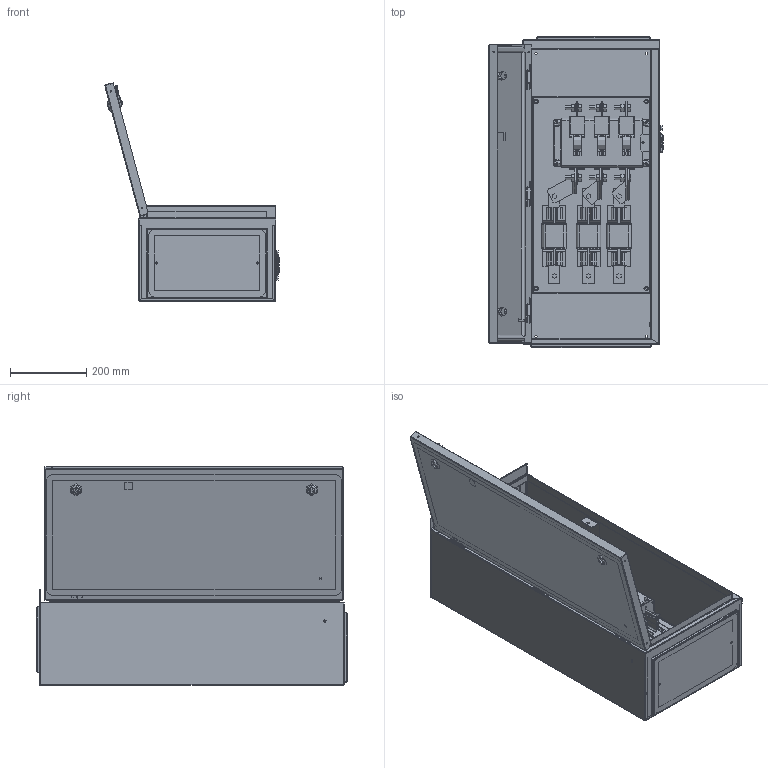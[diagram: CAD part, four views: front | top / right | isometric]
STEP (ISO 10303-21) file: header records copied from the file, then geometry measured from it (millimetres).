
FILE_DESCRIPTION (( 'STEP AP203' ), '1' );
FILE_NAME ('ÀÃÈÅ 314.00.000 Êîðïóñ ßÐÏ â ñáîðå 630À-1 íàïðàâëåíèå.STEP', '2022-02-09T13:21:59', ( '' ), ( '' ), 'SwSTEP 2.0', 'SolidWorks 2017', '' );
FILE_SCHEMA (( 'CONFIG_CONTROL_DESIGN' ));
Length unit declared in the file: millimetre
Products named in the file (162): ﾀﾃﾈﾅ 226.01.001 ﾄ濵; 705.023 Îñü; ���������� ��32�-39_��32-39; ÀÃÈÅ 226.03.000 ÑÁ Áîêîâèíà â ñáîðå_-06; ÀÃÈÅ 226.00.001 Ïàíåëü ìîíòàæíàÿ; ÀÃÈÅ 314.01.000 Ïàíåëü ìîíòàæíàÿ â ñáîðå; ��-35, 37, 39 (1, 2, 3)_��-39 630� (������ 3); 烂扰 226.05.001 需沐朦; 令腧 梦岩 7798 (镱腠); ﾘ琺矜 ﾃﾎﾑﾒ 6402-70_丐ｩ｡ 10; Çàêë¸ïêà ðåçüáîâàÿ FAR; SRK41-111-630 Âûêëþ÷àòåëü-ðàçúåäèíèòåëü ÂÐ32È-39Â31250 630À IEK; ﾀﾃﾈﾅ 226.05.003 ﾒ矜; ÀÃÈÅ 314.01.003 Øèíà Ñ_˜¨­  ‘-630€; Ãàéêà ÃÎÑÒ 5915; ﾀﾃﾈﾅ 226.02.001 ﾄ粢; ﾘ琺矜 ﾃﾎﾑﾒ 6402-70; Ãàéêà ôëàíöåâàÿ ÃÎÑÒ 50592-93_Œ6; ÀÃÈÅ 314.01.003 Øèíà Ñ; 烂扰 226.02.001 拟屦黖-03; hex flange nut_din; IEK 705.022; Øïèëüêà Ì6õ20 (2010); ������_���.1_���-630 �� ���� ���ࠢ����� ���. �; ﾘ琺矜 ﾃﾎﾑﾒ 11371; IEK 705.024 (扻錝僝鍧); 烂扰 226.03.001 令觐忤磬_-06; 烂扰 226.01.001 捻頮-03; DPP50-100 Ïëàâêàÿ âñòàâêà ïðåäîõðàíèòåëÿ ÏÏÍÈ-39, ãàáàðèò 3, 100À; 凎賥縺 玿 膼槂-05; IEK 705.021; 烂扰 226.01.000 蚜 吾铍铟赅_-06; ÀÃÈÅ 226.06.001 Êðûøêà ëþ÷êà; 鰍-35, 37, 39 (1, 2, 3); ÀÃÈÅ 314.01.001 Øèíà À_˜¨­  €-630€; Ãàéêà ôëàíöåâàÿ ÃÎÑÒ 50592-93; Çàêë¸ïêà âûòÿæíàÿ; Çàêë¸ïêà ðåçüáîâàÿ FAR_M6 (¢ëâï­ãâ ï ­  1,4 ¬¬); ÀÃÈÅ 226.02.000 ÑÁ Äâåðü â ñáîðå_-06; Çàêë¸ïêà âûòÿæíàÿ_4.8x8 (3,0 ... 4,0) (¯®¤ ¯¥â«î) ...
Assembly tree (122 placements, depth 5):
  ﾀﾃﾈﾅ 226.01.001 ﾄ濵
  705.023 Îñü
  ÀÃÈÅ 226.00.001 Ïàíåëü ìîíòàæíàÿ
  烂扰 226.05.001 需沐朦
  令腧 梦岩 7798 (镱腠)
Bounding box: 457.9 x 817 x 573.86 mm (x, y, z)
Volume: 5692307.6 mm3; surface area: 4403009.9 mm2
Topology: 131 solids, 131 shells, 4996 faces, 12638 edges, 8083 vertices
Faces by surface type: plane 2778, cylinder 1534, cone 270, bspline 260, torus 130, sphere 24
Entity records: 117403 total; most frequent: CARTESIAN_POINT 22735, DIRECTION 16591, ORIENTED_EDGE 16362, EDGE_CURVE 8181, AXIS2_PLACEMENT_3D 5587, LINE 5417, VECTOR 5417, VERTEX_POINT 5245
